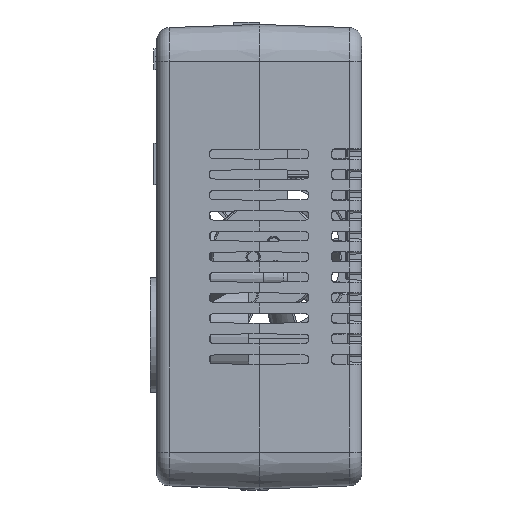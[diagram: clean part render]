
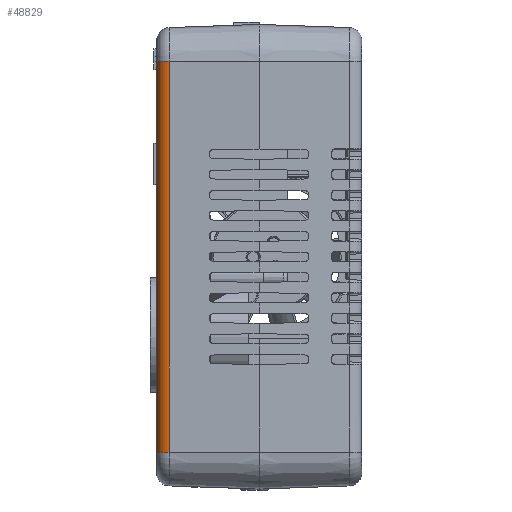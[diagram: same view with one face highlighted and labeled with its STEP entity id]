
A CAD part, left-side view. The second image highlights one B-rep face of the part: STEP entity #48829.
In plain terms, the highlighted cylindrical face has radius 1.587 mm (diameter 3.175 mm), a partial arc.
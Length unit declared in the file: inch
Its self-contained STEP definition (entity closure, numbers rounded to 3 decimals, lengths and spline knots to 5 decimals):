
#1138=B_SPLINE_CURVE_WITH_KNOTS('',3,(#91452,#91453,#91454,#91455),
 .UNSPECIFIED.,.F.,.F.,(4,4),(1.5016,1.54169),
 .UNSPECIFIED.);
#1139=B_SPLINE_CURVE_WITH_KNOTS('',3,(#91457,#91458,#91459,#91460),
 .UNSPECIFIED.,.F.,.F.,(4,4),(1.46151,1.5016),
 .UNSPECIFIED.);
#2741=CYLINDRICAL_SURFACE('',#53300,0.0625);
#4086=CIRCLE('',#53301,0.0625);
#4087=CIRCLE('',#53302,0.0625);
#6966=FACE_OUTER_BOUND('',#9807,.T.);
#9807=EDGE_LOOP('',(#41454,#41455,#41456,#41457,#41458,#41459));
#13731=LINE('',#91148,#17634);
#13741=LINE('',#91195,#17644);
#17634=VECTOR('',#65369,0.3937);
#17644=VECTOR('',#65409,0.3937);
#21863=VERTEX_POINT('',#91145);
#21864=VERTEX_POINT('',#91147);
#21877=VERTEX_POINT('',#91192);
#21878=VERTEX_POINT('',#91194);
#21951=VERTEX_POINT('',#91450);
#21952=VERTEX_POINT('',#91456);
#28421=EDGE_CURVE('',#21864,#21863,#13731,.T.);
#28440=EDGE_CURVE('',#21878,#21877,#13741,.T.);
#28526=EDGE_CURVE('',#21863,#21951,#4086,.T.);
#28527=EDGE_CURVE('',#21951,#21878,#1138,.T.);
#28528=EDGE_CURVE('',#21877,#21952,#1139,.T.);
#28529=EDGE_CURVE('',#21952,#21864,#4087,.T.);
#41454=ORIENTED_EDGE('',*,*,#28421,.T.);
#41455=ORIENTED_EDGE('',*,*,#28526,.T.);
#41456=ORIENTED_EDGE('',*,*,#28527,.T.);
#41457=ORIENTED_EDGE('',*,*,#28440,.T.);
#41458=ORIENTED_EDGE('',*,*,#28528,.T.);
#41459=ORIENTED_EDGE('',*,*,#28529,.T.);
#48829=ADVANCED_FACE('',(#6966),#2741,.T.);
#53300=AXIS2_PLACEMENT_3D('',#91449,#65755,#65756);
#53301=AXIS2_PLACEMENT_3D('',#91451,#65757,#65758);
#53302=AXIS2_PLACEMENT_3D('',#91461,#65759,#65760);
#65369=DIRECTION('',(0.,0.,1.));
#65409=DIRECTION('',(0.,0.,-1.));
#65755=DIRECTION('center_axis',(0.,0.,
1.));
#65756=DIRECTION('ref_axis',(-0.695,0.719,0.));
#65757=DIRECTION('center_axis',(0.,0.,
-1.));
#65758=DIRECTION('ref_axis',(-0.999,0.035,0.));
#65759=DIRECTION('center_axis',(0.,0.,
1.));
#65760=DIRECTION('ref_axis',(0.,1.,0.));
#91145=CARTESIAN_POINT('',(-2.25121,-0.2679,0.73107));
#91147=CARTESIAN_POINT('',(-2.25121,-0.2679,-1.14393));
#91148=CARTESIAN_POINT('',(-2.25121,-0.2679,0.26232));
#91192=CARTESIAN_POINT('',(-2.18875,-0.20758,-1.12782));
#91194=CARTESIAN_POINT('',(-2.18875,-0.20758,0.71495));
#91195=CARTESIAN_POINT('',(-2.18875,-0.20758,0.26232));
#91449=CARTESIAN_POINT('Origin',(-2.18875,-0.27008,0.26232));
#91450=CARTESIAN_POINT('',(-2.19005,-0.2076,0.73107));
#91451=CARTESIAN_POINT('Origin',(-2.18875,-0.27008,0.73107));
#91452=CARTESIAN_POINT('Ctrl Pts',(-2.19005,-0.2076,
0.73107));
#91453=CARTESIAN_POINT('Ctrl Pts',(-2.19005,-0.2076,
0.72581));
#91454=CARTESIAN_POINT('Ctrl Pts',(-2.18963,-0.20758,
0.72038));
#91455=CARTESIAN_POINT('Ctrl Pts',(-2.18875,-0.20758,
0.71495));
#91456=CARTESIAN_POINT('',(-2.19005,-0.2076,-1.14393));
#91457=CARTESIAN_POINT('Ctrl Pts',(-2.18875,-0.20758,
-1.12782));
#91458=CARTESIAN_POINT('Ctrl Pts',(-2.18963,-0.20758,
-1.13324));
#91459=CARTESIAN_POINT('Ctrl Pts',(-2.19005,-0.2076,
-1.13867));
#91460=CARTESIAN_POINT('Ctrl Pts',(-2.19005,-0.2076,
-1.14393));
#91461=CARTESIAN_POINT('Origin',(-2.18875,-0.27008,-1.14393));
